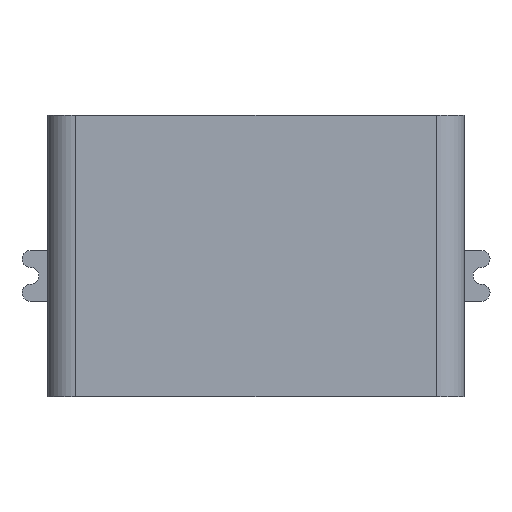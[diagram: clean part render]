
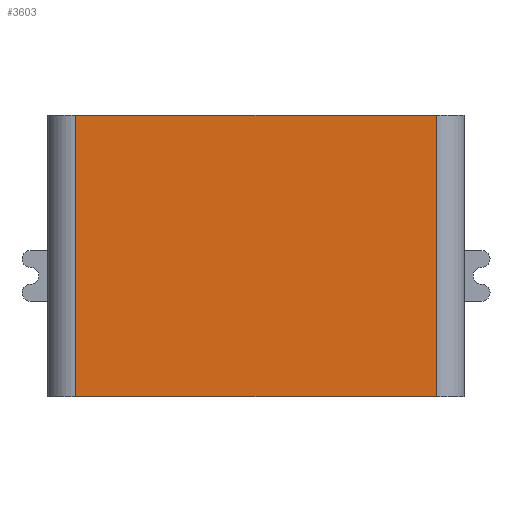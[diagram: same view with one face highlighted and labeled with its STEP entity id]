
A CAD part, top view. The second image highlights one B-rep face of the part: STEP entity #3603.
In plain terms, the highlighted planar face has unit normal (0, 0, 1).
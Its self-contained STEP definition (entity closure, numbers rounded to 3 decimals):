
#296=FACE_OUTER_BOUND('',#492,.T.);
#492=EDGE_LOOP('',(#2720,#2721,#2722,#2723));
#652=LINE('',#5226,#1058);
#765=LINE('',#5563,#1171);
#766=LINE('',#5566,#1172);
#767=LINE('',#5567,#1173);
#1058=VECTOR('',#4143,10.);
#1171=VECTOR('',#4488,10.);
#1172=VECTOR('',#4491,10.);
#1173=VECTOR('',#4492,10.);
#1467=VERTEX_POINT('',#5223);
#1468=VERTEX_POINT('',#5225);
#1576=VERTEX_POINT('',#5561);
#1577=VERTEX_POINT('',#5565);
#1827=EDGE_CURVE('',#1467,#1468,#652,.T.);
#1998=EDGE_CURVE('',#1576,#1467,#765,.T.);
#1999=EDGE_CURVE('',#1577,#1576,#766,.T.);
#2000=EDGE_CURVE('',#1468,#1577,#767,.T.);
#2720=ORIENTED_EDGE('',*,*,#1998,.F.);
#2721=ORIENTED_EDGE('',*,*,#1999,.F.);
#2722=ORIENTED_EDGE('',*,*,#2000,.F.);
#2723=ORIENTED_EDGE('',*,*,#1827,.F.);
#3443=PLANE('',#3886);
#3603=ADVANCED_FACE('',(#296),#3443,.T.);
#3886=AXIS2_PLACEMENT_3D('',#5564,#4489,#4490);
#4143=DIRECTION('',(1.,0.,0.));
#4488=DIRECTION('',(0.,1.,0.));
#4489=DIRECTION('center_axis',(0.,0.,1.));
#4490=DIRECTION('ref_axis',(1.,0.,0.));
#4491=DIRECTION('',(-1.,0.,0.));
#4492=DIRECTION('',(0.,-1.,0.));
#5223=CARTESIAN_POINT('',(-7.152,5.,9.527));
#5225=CARTESIAN_POINT('',(-0.752,5.,9.527));
#5226=CARTESIAN_POINT('',(-0.252,5.,9.527));
#5561=CARTESIAN_POINT('',(-7.152,0.,9.527));
#5563=CARTESIAN_POINT('',(-7.152,0.,9.527));
#5564=CARTESIAN_POINT('Origin',(-7.652,0.,9.527));
#5565=CARTESIAN_POINT('',(-0.752,0.,9.527));
#5566=CARTESIAN_POINT('',(-0.252,0.,9.527));
#5567=CARTESIAN_POINT('',(-0.752,0.,9.527));
